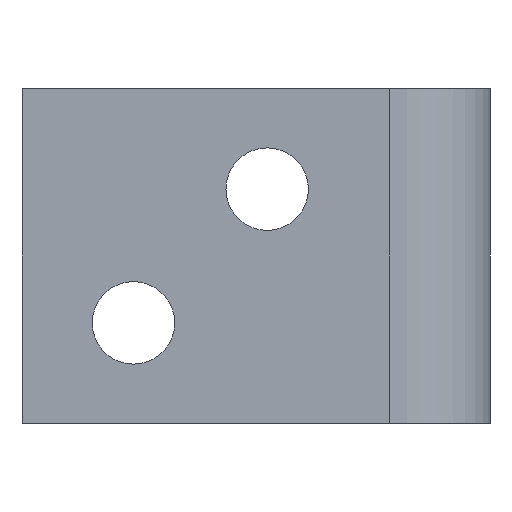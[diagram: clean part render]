
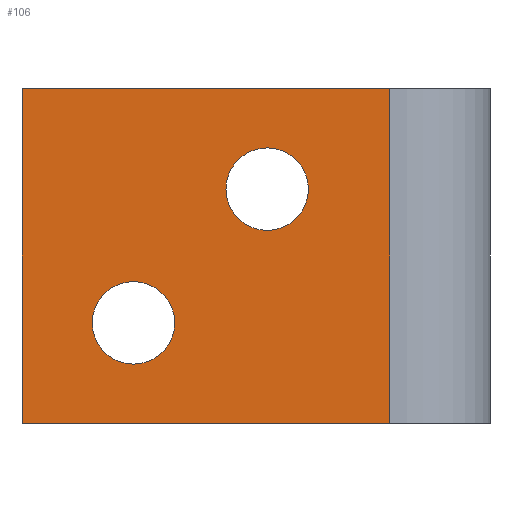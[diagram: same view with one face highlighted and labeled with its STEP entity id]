
A CAD part, front view. The second image highlights one B-rep face of the part: STEP entity #106.
In plain terms, the highlighted planar face has unit normal (0, -1, 0).
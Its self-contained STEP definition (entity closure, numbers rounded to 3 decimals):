
#106 = ADVANCED_FACE( '', ( #187, #188, #189 ), #190, .F. );
#187 = FACE_BOUND( '', #249, .T. );
#188 = FACE_BOUND( '', #250, .T. );
#189 = FACE_OUTER_BOUND( '', #251, .T. );
#190 = PLANE( '', #252 );
#249 = EDGE_LOOP( '', ( #370 ) );
#250 = EDGE_LOOP( '', ( #371 ) );
#251 = EDGE_LOOP( '', ( #372, #373, #374, #375 ) );
#252 = AXIS2_PLACEMENT_3D( '', #376, #377, #378 );
#370 = ORIENTED_EDGE( '', *, *, #426, .F. );
#371 = ORIENTED_EDGE( '', *, *, #413, .F. );
#372 = ORIENTED_EDGE( '', *, *, #424, .T. );
#373 = ORIENTED_EDGE( '', *, *, #396, .F. );
#374 = ORIENTED_EDGE( '', *, *, #422, .F. );
#375 = ORIENTED_EDGE( '', *, *, #382, .T. );
#376 = CARTESIAN_POINT( '', ( 0., 0., 7.5 ) );
#377 = DIRECTION( '', ( 0., 1., 0. ) );
#378 = DIRECTION( '', ( 0., 0., 1. ) );
#382 = EDGE_CURVE( '', #432, #430, #433, .T. );
#396 = EDGE_CURVE( '', #456, #451, #458, .T. );
#413 = EDGE_CURVE( '', #483, #483, #484, .T. );
#422 = EDGE_CURVE( '', #432, #456, #493, .T. );
#424 = EDGE_CURVE( '', #430, #451, #495, .T. );
#426 = EDGE_CURVE( '', #497, #497, #498, .T. );
#430 = VERTEX_POINT( '', #502 );
#432 = VERTEX_POINT( '', #505 );
#433 = LINE( '', #506, #507 );
#451 = VERTEX_POINT( '', #531 );
#456 = VERTEX_POINT( '', #537 );
#458 = LINE( '', #539, #540 );
#483 = VERTEX_POINT( '', #573 );
#484 = CIRCLE( '', #574, 1.85 );
#493 = LINE( '', #585, #586 );
#495 = LINE( '', #588, #589 );
#497 = VERTEX_POINT( '', #591 );
#498 = CIRCLE( '', #592, 1.85 );
#502 = CARTESIAN_POINT( '', ( 0., 0., -7.5 ) );
#505 = CARTESIAN_POINT( '', ( 0., 0., 7.5 ) );
#506 = CARTESIAN_POINT( '', ( 0., 0., 7.5 ) );
#507 = VECTOR( '', #595, 1000. );
#531 = CARTESIAN_POINT( '', ( 16.5, 0., -7.5 ) );
#537 = CARTESIAN_POINT( '', ( 16.5, 0., 7.5 ) );
#539 = CARTESIAN_POINT( '', ( 16.5, 0., 7.5 ) );
#540 = VECTOR( '', #615, 1000. );
#573 = CARTESIAN_POINT( '', ( 5., 0., -4.85 ) );
#574 = AXIS2_PLACEMENT_3D( '', #636, #637, #638 );
#585 = CARTESIAN_POINT( '', ( 0., 0., 7.5 ) );
#586 = VECTOR( '', #647, 1000. );
#588 = CARTESIAN_POINT( '', ( 0., 0., -7.5 ) );
#589 = VECTOR( '', #648, 1000. );
#591 = CARTESIAN_POINT( '', ( 11., 0., 1.15 ) );
#592 = AXIS2_PLACEMENT_3D( '', #649, #650, #651 );
#595 = DIRECTION( '', ( 0., 0., -1. ) );
#615 = DIRECTION( '', ( 0., 0., -1. ) );
#636 = CARTESIAN_POINT( '', ( 5., 0., -3. ) );
#637 = DIRECTION( '', ( 0., -1., 0. ) );
#638 = DIRECTION( '', ( 0., 0., -1. ) );
#647 = DIRECTION( '', ( 1., 0., 0. ) );
#648 = DIRECTION( '', ( 1., 0., 0. ) );
#649 = CARTESIAN_POINT( '', ( 11., 0., 3. ) );
#650 = DIRECTION( '', ( 0., -1., 0. ) );
#651 = DIRECTION( '', ( 0., 0., -1. ) );
